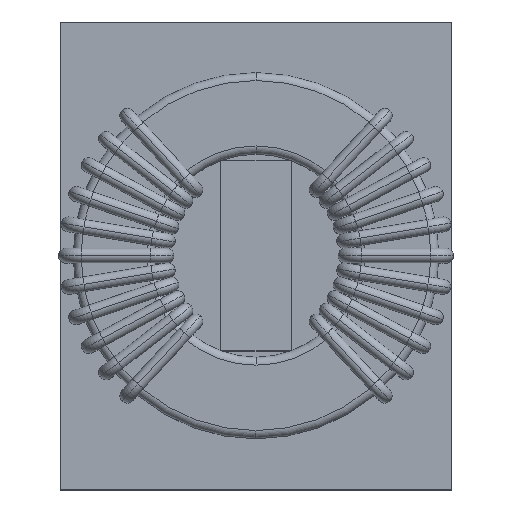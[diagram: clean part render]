
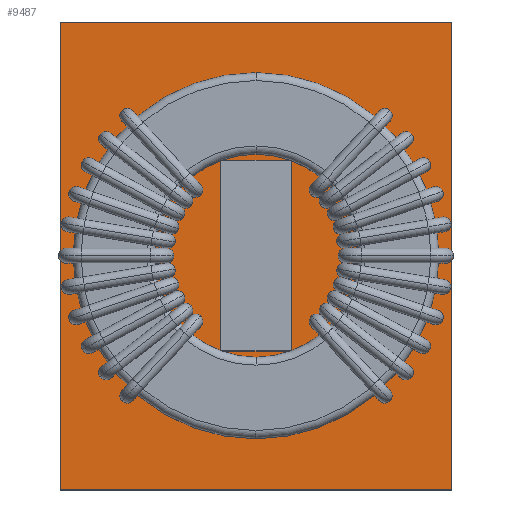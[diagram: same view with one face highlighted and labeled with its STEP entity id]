
A CAD part, top view. The second image highlights one B-rep face of the part: STEP entity #9487.
In plain terms, the highlighted planar face has unit normal (0, 0, 1).
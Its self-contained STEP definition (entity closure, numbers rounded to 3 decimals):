
#9487 = ADVANCED_FACE('',(#9488,#9522),#9556,.T.);
#9488 = FACE_BOUND('',#9489,.T.);
#9489 = EDGE_LOOP('',(#9490,#9500,#9508,#9516));
#9490 = ORIENTED_EDGE('',*,*,#9491,.T.);
#9491 = EDGE_CURVE('',#9492,#9494,#9496,.T.);
#9492 = VERTEX_POINT('',#9493);
#9493 = CARTESIAN_POINT('',(-12.319,14.732,1.901));
#9494 = VERTEX_POINT('',#9495);
#9495 = CARTESIAN_POINT('',(-12.319,-14.732,1.901));
#9496 = LINE('',#9497,#9498);
#9497 = CARTESIAN_POINT('',(-12.319,-14.732,1.901));
#9498 = VECTOR('',#9499,1.);
#9499 = DIRECTION('',(0.,-1.,0.));
#9500 = ORIENTED_EDGE('',*,*,#9501,.T.);
#9501 = EDGE_CURVE('',#9494,#9502,#9504,.T.);
#9502 = VERTEX_POINT('',#9503);
#9503 = CARTESIAN_POINT('',(12.319,-14.732,1.901));
#9504 = LINE('',#9505,#9506);
#9505 = CARTESIAN_POINT('',(12.319,-14.732,1.901));
#9506 = VECTOR('',#9507,1.);
#9507 = DIRECTION('',(1.,0.,0.));
#9508 = ORIENTED_EDGE('',*,*,#9509,.T.);
#9509 = EDGE_CURVE('',#9502,#9510,#9512,.T.);
#9510 = VERTEX_POINT('',#9511);
#9511 = CARTESIAN_POINT('',(12.319,14.732,1.901));
#9512 = LINE('',#9513,#9514);
#9513 = CARTESIAN_POINT('',(12.319,-14.732,1.901));
#9514 = VECTOR('',#9515,1.);
#9515 = DIRECTION('',(0.,1.,0.));
#9516 = ORIENTED_EDGE('',*,*,#9517,.T.);
#9517 = EDGE_CURVE('',#9510,#9492,#9518,.T.);
#9518 = LINE('',#9519,#9520);
#9519 = CARTESIAN_POINT('',(12.319,14.732,1.901));
#9520 = VECTOR('',#9521,1.);
#9521 = DIRECTION('',(-1.,0.,0.));
#9522 = FACE_BOUND('',#9523,.T.);
#9523 = EDGE_LOOP('',(#9524,#9534,#9542,#9550));
#9524 = ORIENTED_EDGE('',*,*,#9525,.F.);
#9525 = EDGE_CURVE('',#9526,#9528,#9530,.T.);
#9526 = VERTEX_POINT('',#9527);
#9527 = CARTESIAN_POINT('',(-2.229,-6.,1.901));
#9528 = VERTEX_POINT('',#9529);
#9529 = CARTESIAN_POINT('',(2.229,-6.,1.901));
#9530 = LINE('',#9531,#9532);
#9531 = CARTESIAN_POINT('',(2.229,-6.,1.901));
#9532 = VECTOR('',#9533,1.);
#9533 = DIRECTION('',(1.,0.,0.));
#9534 = ORIENTED_EDGE('',*,*,#9535,.F.);
#9535 = EDGE_CURVE('',#9536,#9526,#9538,.T.);
#9536 = VERTEX_POINT('',#9537);
#9537 = CARTESIAN_POINT('',(-2.229,6.,1.901));
#9538 = LINE('',#9539,#9540);
#9539 = CARTESIAN_POINT('',(-2.229,6.,1.901));
#9540 = VECTOR('',#9541,1.);
#9541 = DIRECTION('',(0.,-1.,0.));
#9542 = ORIENTED_EDGE('',*,*,#9543,.F.);
#9543 = EDGE_CURVE('',#9544,#9536,#9546,.T.);
#9544 = VERTEX_POINT('',#9545);
#9545 = CARTESIAN_POINT('',(2.229,6.,1.901));
#9546 = LINE('',#9547,#9548);
#9547 = CARTESIAN_POINT('',(2.229,6.,1.901));
#9548 = VECTOR('',#9549,1.);
#9549 = DIRECTION('',(-1.,0.,0.));
#9550 = ORIENTED_EDGE('',*,*,#9551,.F.);
#9551 = EDGE_CURVE('',#9528,#9544,#9552,.T.);
#9552 = LINE('',#9553,#9554);
#9553 = CARTESIAN_POINT('',(2.229,6.,1.901));
#9554 = VECTOR('',#9555,1.);
#9555 = DIRECTION('',(0.,1.,0.));
#9556 = PLANE('',#9557);
#9557 = AXIS2_PLACEMENT_3D('',#9558,#9559,#9560);
#9558 = CARTESIAN_POINT('',(0.,0.,1.901));
#9559 = DIRECTION('',(0.,0.,1.));
#9560 = DIRECTION('',(0.,1.,0.));
